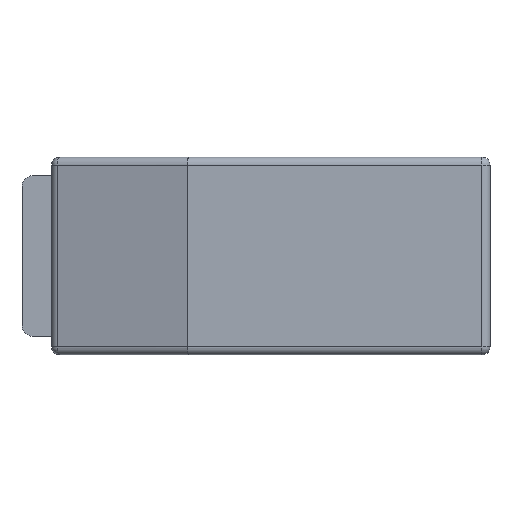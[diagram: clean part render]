
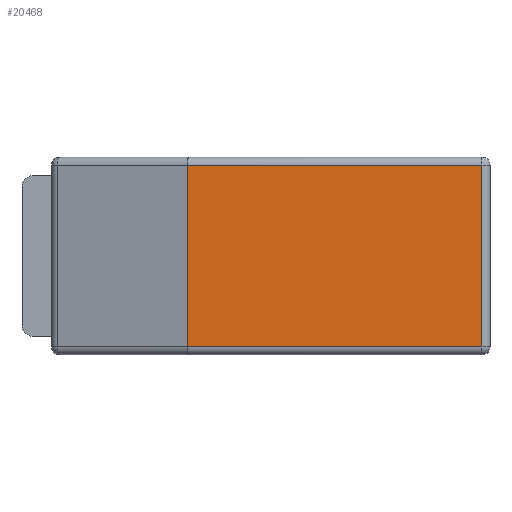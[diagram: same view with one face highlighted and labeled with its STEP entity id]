
A CAD part, front view. The second image highlights one B-rep face of the part: STEP entity #20468.
In plain terms, the highlighted planar face has unit normal (0, -1, 0).
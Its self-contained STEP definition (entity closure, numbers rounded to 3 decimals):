
#2548=FACE_OUTER_BOUND('',#3751,.T.);
#3751=EDGE_LOOP('',(#17743,#17744,#17745,#17746));
#5622=LINE('',#33982,#7665);
#5645=LINE('',#34061,#7688);
#5647=LINE('',#34064,#7690);
#5652=LINE('',#34078,#7695);
#7665=VECTOR('',#25277,10.);
#7688=VECTOR('',#25366,10.);
#7690=VECTOR('',#25370,10.);
#7695=VECTOR('',#25385,10.);
#9632=VERTEX_POINT('',#33970);
#9635=VERTEX_POINT('',#33977);
#9636=VERTEX_POINT('',#33981);
#9658=VERTEX_POINT('',#34054);
#12352=EDGE_CURVE('',#9636,#9635,#5622,.T.);
#12393=EDGE_CURVE('',#9632,#9658,#5645,.T.);
#12395=EDGE_CURVE('',#9635,#9632,#5647,.T.);
#12402=EDGE_CURVE('',#9658,#9636,#5652,.T.);
#17743=ORIENTED_EDGE('',*,*,#12352,.F.);
#17744=ORIENTED_EDGE('',*,*,#12402,.F.);
#17745=ORIENTED_EDGE('',*,*,#12393,.F.);
#17746=ORIENTED_EDGE('',*,*,#12395,.F.);
#19469=PLANE('',#21861);
#20468=ADVANCED_FACE('',(#2548),#19469,.T.);
#21861=AXIS2_PLACEMENT_3D('',#34165,#25463,#25464);
#25277=DIRECTION('',(1.,0.,0.));
#25366=DIRECTION('',(-1.,0.,0.));
#25370=DIRECTION('',(0.,0.,-1.));
#25385=DIRECTION('',(0.,0.,1.));
#25463=DIRECTION('center_axis',(0.,-1.,0.));
#25464=DIRECTION('ref_axis',(0.,0.,
-1.));
#33970=CARTESIAN_POINT('',(-3.,0.,-34.));
#33977=CARTESIAN_POINT('',(-3.,0.,34.));
#33981=CARTESIAN_POINT('',(-113.137,0.,34.));
#33982=CARTESIAN_POINT('',(-37.814,0.,34.));
#34054=CARTESIAN_POINT('',(-113.137,0.,-34.));
#34061=CARTESIAN_POINT('',(-37.814,0.,-34.));
#34064=CARTESIAN_POINT('',(-3.,0.,0.));
#34078=CARTESIAN_POINT('',(-113.137,0.,0.));
#34165=CARTESIAN_POINT('Origin',(0.,0.,0.));
